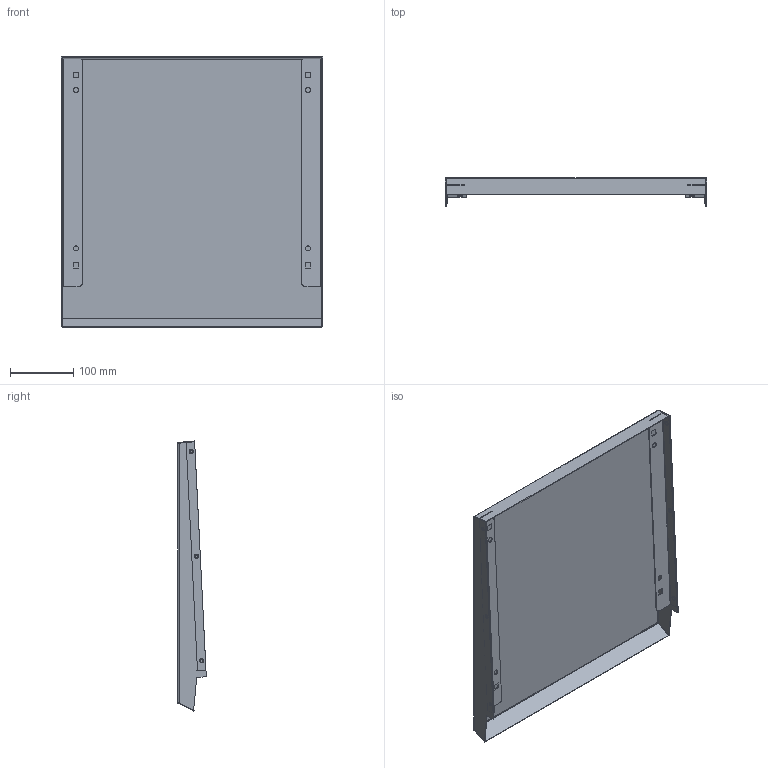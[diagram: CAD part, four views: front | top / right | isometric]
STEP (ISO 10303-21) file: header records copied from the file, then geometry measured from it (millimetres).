
FILE_DESCRIPTION (( 'STEP AP203' ), '1' );
FILE_NAME ('R5TT044.STEP', '2018-01-25T12:34:11', ( '' ), ( '' ), 'SwSTEP 2.0', 'SolidWorks 2017', '' );
FILE_SCHEMA (( 'CONFIG_CONTROL_DESIGN' ));
Length unit declared in the file: millimetre
Products named in the file (4): RB.0537.00.01.0_-06 clinch; RB.0274.00.02.1_-03 clinch; MirrorRB.0274.00.02.1_-03 clinch; R5TT044
Assembly tree (3 placements, depth 2):
  R5TT044
    RB.0537.00.01.0_-06 clinch
    RB.0274.00.02.1_-03 clinch
    MirrorRB.0274.00.02.1_-03 clinch
Bounding box: 412 x 45 x 425.44 mm (x, y, z)
Volume: 310182.7 mm3; surface area: 506750.4 mm2
Topology: 3 solids, 3 shells, 340 faces, 726 edges, 428 vertices
Faces by surface type: torus 132, plane 104, cone 72, cylinder 24, bspline 8
Entity records: 9918 total; most frequent: CARTESIAN_POINT 1854, DIRECTION 1826, ORIENTED_EDGE 1452, AXIS2_PLACEMENT_3D 790, EDGE_CURVE 726, CIRCLE 452, VERTEX_POINT 428, EDGE_LOOP 392
